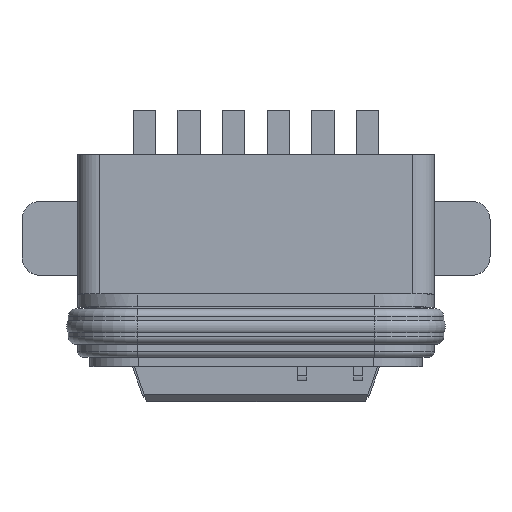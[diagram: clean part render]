
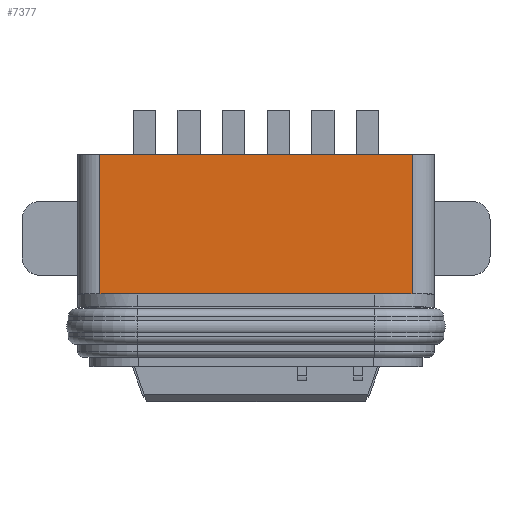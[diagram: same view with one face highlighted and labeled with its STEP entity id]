
A CAD part, top view. The second image highlights one B-rep face of the part: STEP entity #7377.
In plain terms, the highlighted planar face has unit normal (0, 0, 1).
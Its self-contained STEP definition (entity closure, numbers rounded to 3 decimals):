
#825=DIRECTION('',(0.,-1.,0.));
#826=VECTOR('',#825,3.75);
#827=CARTESIAN_POINT('',(-4.2,5.7,1.7));
#828=LINE('',#827,#826);
#833=DIRECTION('',(-1.,0.,0.));
#834=VECTOR('',#833,0.368);
#835=CARTESIAN_POINT('',(4.2,1.95,1.7));
#836=LINE('',#835,#834);
#837=DIRECTION('',(-1.,0.,0.));
#838=VECTOR('',#837,0.368);
#839=CARTESIAN_POINT('',(-3.832,1.95,1.7));
#840=LINE('',#839,#838);
#873=DIRECTION('',(-1.,0.,0.));
#874=VECTOR('',#873,8.4);
#875=CARTESIAN_POINT('',(4.2,5.7,1.7));
#876=LINE('',#875,#874);
#955=DIRECTION('',(0.,1.,0.));
#956=VECTOR('',#955,3.75);
#957=CARTESIAN_POINT('',(4.2,1.95,1.7));
#958=LINE('',#957,#956);
#986=DIRECTION('',(1.,0.,0.));
#987=VECTOR('',#986,7.663);
#988=CARTESIAN_POINT('',(-3.832,1.95,1.7));
#989=LINE('',#988,#987);
#4881=CARTESIAN_POINT('',(-4.2,5.7,1.7));
#4882=CARTESIAN_POINT('',(-4.2,1.95,1.7));
#4883=VERTEX_POINT('',#4881);
#4884=VERTEX_POINT('',#4882);
#4885=CARTESIAN_POINT('',(4.2,5.7,1.7));
#4886=VERTEX_POINT('',#4885);
#4887=CARTESIAN_POINT('',(4.2,1.95,1.7));
#4888=VERTEX_POINT('',#4887);
#4889=CARTESIAN_POINT('',(3.832,1.95,1.7));
#4890=VERTEX_POINT('',#4889);
#4891=CARTESIAN_POINT('',(-3.832,1.95,1.7));
#4892=VERTEX_POINT('',#4891);
#7359=CARTESIAN_POINT('',(-4.8,0.,1.7));
#7360=DIRECTION('',(0.,0.,1.));
#7361=DIRECTION('',(1.,0.,0.));
#7362=AXIS2_PLACEMENT_3D('',#7359,#7360,#7361);
#7363=PLANE('',#7362);
#7364=ORIENTED_EDGE('',*,*,#7349,.F.);
#7366=ORIENTED_EDGE('',*,*,#7365,.F.);
#7368=ORIENTED_EDGE('',*,*,#7367,.F.);
#7370=ORIENTED_EDGE('',*,*,#7369,.T.);
#7372=ORIENTED_EDGE('',*,*,#7371,.F.);
#7374=ORIENTED_EDGE('',*,*,#7373,.T.);
#7375=EDGE_LOOP('',(#7364,#7366,#7368,#7370,#7372,#7374));
#7376=FACE_OUTER_BOUND('',#7375,.F.);
#7377=ADVANCED_FACE('',(#7376),#7363,.T.);
#7349=EDGE_CURVE('',#4883,#4884,#828,.T.);
#7365=EDGE_CURVE('',#4886,#4883,#876,.T.);
#7367=EDGE_CURVE('',#4888,#4886,#958,.T.);
#7369=EDGE_CURVE('',#4888,#4890,#836,.T.);
#7371=EDGE_CURVE('',#4892,#4890,#989,.T.);
#7373=EDGE_CURVE('',#4892,#4884,#840,.T.);
